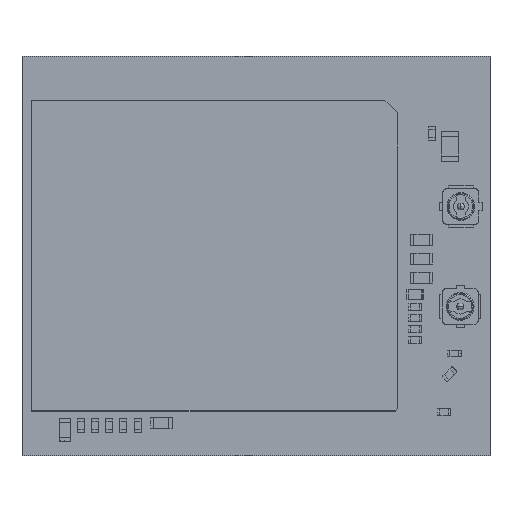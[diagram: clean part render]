
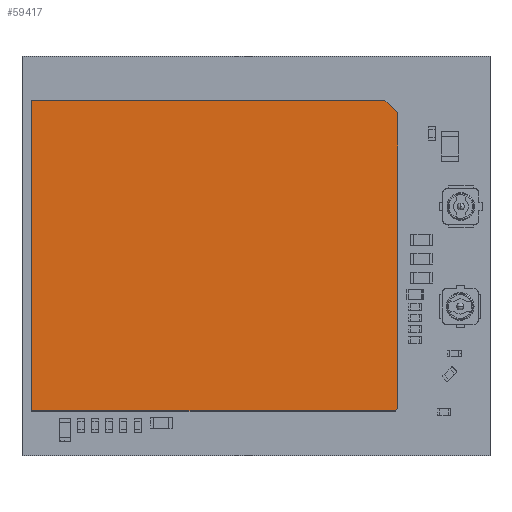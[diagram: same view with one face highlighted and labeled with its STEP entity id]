
A CAD part, top view. The second image highlights one B-rep face of the part: STEP entity #59417.
In plain terms, the highlighted planar face has unit normal (0, 0, 1).
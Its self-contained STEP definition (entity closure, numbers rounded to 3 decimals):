
#59224 = VERTEX_POINT('',#59225);
#59225 = CARTESIAN_POINT('',(12.33,11.25,1.9));
#59231 = EDGE_CURVE('',#59224,#59232,#59234,.T.);
#59232 = VERTEX_POINT('',#59233);
#59233 = CARTESIAN_POINT('',(13.25,10.33,1.9));
#59234 = LINE('',#59235,#59236);
#59235 = CARTESIAN_POINT('',(12.33,11.25,1.9));
#59236 = VECTOR('',#59237,1.);
#59237 = DIRECTION('',(0.707,-0.707,0.));
#59262 = EDGE_CURVE('',#59232,#59263,#59265,.T.);
#59263 = VERTEX_POINT('',#59264);
#59264 = CARTESIAN_POINT('',(13.25,-11.1,1.9));
#59265 = LINE('',#59266,#59267);
#59266 = CARTESIAN_POINT('',(13.25,10.33,1.9));
#59267 = VECTOR('',#59268,1.);
#59268 = DIRECTION('',(0.,-1.,0.));
#59293 = EDGE_CURVE('',#59263,#59294,#59296,.T.);
#59294 = VERTEX_POINT('',#59295);
#59295 = CARTESIAN_POINT('',(13.1,-11.25,1.9));
#59296 = LINE('',#59297,#59298);
#59297 = CARTESIAN_POINT('',(13.25,-11.1,1.9));
#59298 = VECTOR('',#59299,1.);
#59299 = DIRECTION('',(-0.707,-0.707,0.));
#59324 = EDGE_CURVE('',#59294,#59325,#59327,.T.);
#59325 = VERTEX_POINT('',#59326);
#59326 = CARTESIAN_POINT('',(-13.25,-11.25,1.9));
#59327 = LINE('',#59328,#59329);
#59328 = CARTESIAN_POINT('',(13.1,-11.25,1.9));
#59329 = VECTOR('',#59330,1.);
#59330 = DIRECTION('',(-1.,0.,0.));
#59355 = EDGE_CURVE('',#59325,#59356,#59358,.T.);
#59356 = VERTEX_POINT('',#59357);
#59357 = CARTESIAN_POINT('',(-13.25,11.25,1.9));
#59358 = LINE('',#59359,#59360);
#59359 = CARTESIAN_POINT('',(-13.25,-11.25,1.9));
#59360 = VECTOR('',#59361,1.);
#59361 = DIRECTION('',(0.,1.,0.));
#59386 = EDGE_CURVE('',#59356,#59224,#59387,.T.);
#59387 = LINE('',#59388,#59389);
#59388 = CARTESIAN_POINT('',(-13.25,11.25,1.9));
#59389 = VECTOR('',#59390,1.);
#59390 = DIRECTION('',(1.,0.,0.));
#59417 = ADVANCED_FACE('',(#59418),#59426,.T.);
#59418 = FACE_BOUND('',#59419,.F.);
#59419 = EDGE_LOOP('',(#59420,#59421,#59422,#59423,#59424,#59425));
#59420 = ORIENTED_EDGE('',*,*,#59231,.T.);
#59421 = ORIENTED_EDGE('',*,*,#59262,.T.);
#59422 = ORIENTED_EDGE('',*,*,#59293,.T.);
#59423 = ORIENTED_EDGE('',*,*,#59324,.T.);
#59424 = ORIENTED_EDGE('',*,*,#59355,.T.);
#59425 = ORIENTED_EDGE('',*,*,#59386,.T.);
#59426 = PLANE('',#59427);
#59427 = AXIS2_PLACEMENT_3D('',#59428,#59429,#59430);
#59428 = CARTESIAN_POINT('',(12.33,11.25,1.9));
#59429 = DIRECTION('',(0.,0.,1.));
#59430 = DIRECTION('',(1.,0.,0.));
